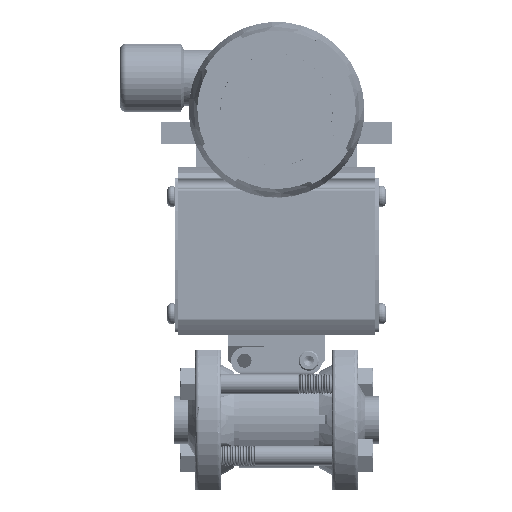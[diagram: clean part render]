
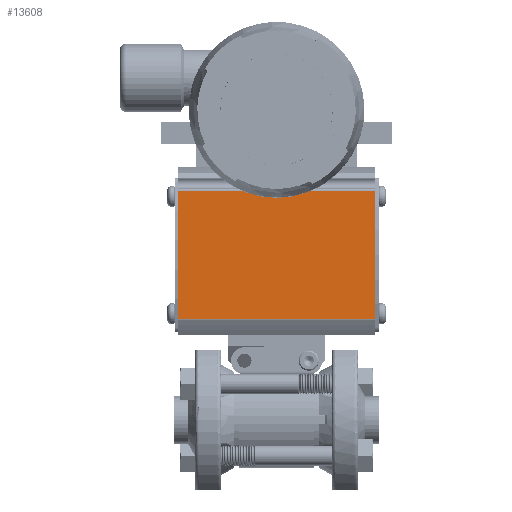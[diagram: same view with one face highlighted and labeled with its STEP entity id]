
A CAD part, top view. The second image highlights one B-rep face of the part: STEP entity #13608.
In plain terms, the highlighted planar face has unit normal (0, 0, 1).
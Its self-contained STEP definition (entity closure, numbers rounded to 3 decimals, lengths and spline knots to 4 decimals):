
#81 = FACE_OUTER_BOUND ( 'NONE', #187232, .T. ) ;
#9470 = VECTOR ( 'NONE', #116885, 39.3701 ) ;
#13608 = ADVANCED_FACE ( 'NONE', ( #81 ), #133144, .F. ) ;
#18434 = ORIENTED_EDGE ( 'NONE', *, *, #162269, .F. ) ;
#20538 = LINE ( 'NONE', #221167, #9470 ) ;
#22506 = AXIS2_PLACEMENT_3D ( 'NONE', #184969, #28903, #150707 ) ;
#24095 = ORIENTED_EDGE ( 'NONE', *, *, #176275, .T. ) ;
#26713 = ORIENTED_EDGE ( 'NONE', *, *, #177917, .F. ) ;
#27876 = LINE ( 'NONE', #33008, #68861 ) ;
#28903 = DIRECTION ( 'NONE',  ( 0., 0., -1. ) ) ;
#33008 = CARTESIAN_POINT ( 'NONE',  ( -1.5275, 3.5694, 1.17 ) ) ;
#39104 = VECTOR ( 'NONE', #117304, 39.3701 ) ;
#68861 = VECTOR ( 'NONE', #137225, 39.3701 ) ;
#71410 = CARTESIAN_POINT ( 'NONE',  ( -1.5275, 1.5679, 1.17 ) ) ;
#90327 = EDGE_CURVE ( 'NONE', #181018, #185589, #178533, .T. ) ;
#116885 = DIRECTION ( 'NONE',  ( 1., 0., 0. ) ) ;
#117304 = DIRECTION ( 'NONE',  ( 0., -1., 0. ) ) ;
#118246 = VERTEX_POINT ( 'NONE', #128469 ) ;
#128469 = CARTESIAN_POINT ( 'NONE',  ( 1.5275, 1.5679, 1.17 ) ) ;
#133144 = PLANE ( 'NONE',  #22506 ) ;
#137225 = DIRECTION ( 'NONE',  ( 0., 1., 0. ) ) ;
#142644 = LINE ( 'NONE', #168976, #39104 ) ;
#146129 = CARTESIAN_POINT ( 'NONE',  ( 1.5275, 3.5621, 1.17 ) ) ;
#150707 = DIRECTION ( 'NONE',  ( 0., -1., 0. ) ) ;
#162269 = EDGE_CURVE ( 'NONE', #170832, #185589, #27876, .T. ) ;
#167594 = VECTOR ( 'NONE', #187382, 39.3701 ) ;
#168976 = CARTESIAN_POINT ( 'NONE',  ( 1.5275, 3.5694, 1.17 ) ) ;
#169687 = CARTESIAN_POINT ( 'NONE',  ( -1.5275, 3.5621, 1.17 ) ) ;
#169836 = CARTESIAN_POINT ( 'NONE',  ( -5.0403, 3.5621, 1.17 ) ) ;
#170832 = VERTEX_POINT ( 'NONE', #71410 ) ;
#176275 = EDGE_CURVE ( 'NONE', #170832, #118246, #20538, .T. ) ;
#177917 = EDGE_CURVE ( 'NONE', #181018, #118246, #142644, .T. ) ;
#178533 = LINE ( 'NONE', #169836, #167594 ) ;
#181018 = VERTEX_POINT ( 'NONE', #146129 ) ;
#184969 = CARTESIAN_POINT ( 'NONE',  ( -5.0403, 3.5694, 1.17 ) ) ;
#185589 = VERTEX_POINT ( 'NONE', #169687 ) ;
#187232 = EDGE_LOOP ( 'NONE', ( #26713, #201913, #18434, #24095 ) ) ;
#187382 = DIRECTION ( 'NONE',  ( -1., 0., 0. ) ) ;
#201913 = ORIENTED_EDGE ( 'NONE', *, *, #90327, .T. ) ;
#221167 = CARTESIAN_POINT ( 'NONE',  ( -5.0403, 1.5679, 1.17 ) ) ;
